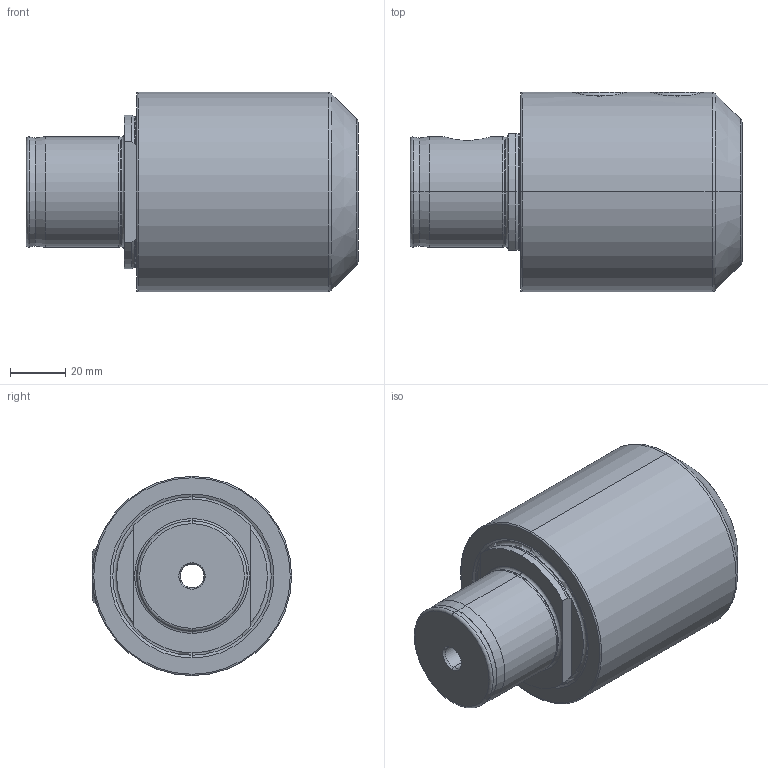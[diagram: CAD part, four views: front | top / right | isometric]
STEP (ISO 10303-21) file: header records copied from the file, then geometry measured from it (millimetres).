
FILE_DESCRIPTION (( 'STEP AP214' ), '1' );
FILE_NAME ('322.720.032.STEP', '2017-06-09T14:43:18', ( 'SWIAdmin' ), ( 'Hewlett-Packard Company' ), 'SwSTEP 2.0', 'SolidWorks 2017', '' );
FILE_SCHEMA (( 'AUTOMOTIVE_DESIGN' ));
Length unit declared in the file: millimetre
Products named in the file (3): W32-ER1.001.020; MB7-W32.K01.080_C; 322.720.032
Assembly tree (3 placements, depth 2):
  322.720.032
    MB7-W32.K01.080_C
    W32-ER1.001.020  x2
Bounding box: 120 x 72 x 72 mm (x, y, z)
Volume: 312342.9 mm3; surface area: 43728.1 mm2
Topology: 3 solids, 3 shells, 138 faces, 315 edges, 180 vertices
Faces by surface type: cone 42, plane 39, torus 29, cylinder 24, bspline 4
Entity records: 4543 total; most frequent: CARTESIAN_POINT 1767, DIRECTION 564, ORIENTED_EDGE 502, EDGE_CURVE 251, AXIS2_PLACEMENT_3D 243, VERTEX_POINT 146, CIRCLE 129, EDGE_LOOP 123
